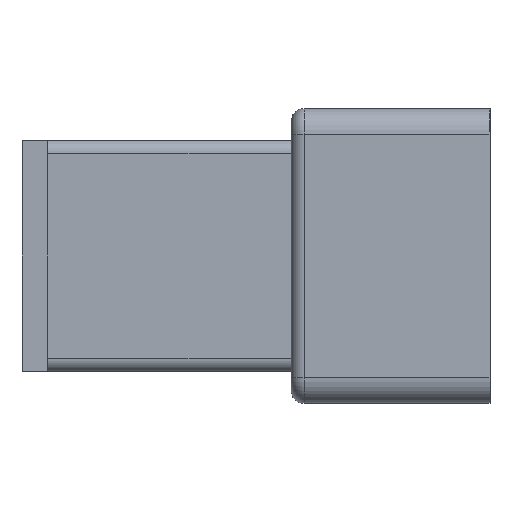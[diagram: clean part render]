
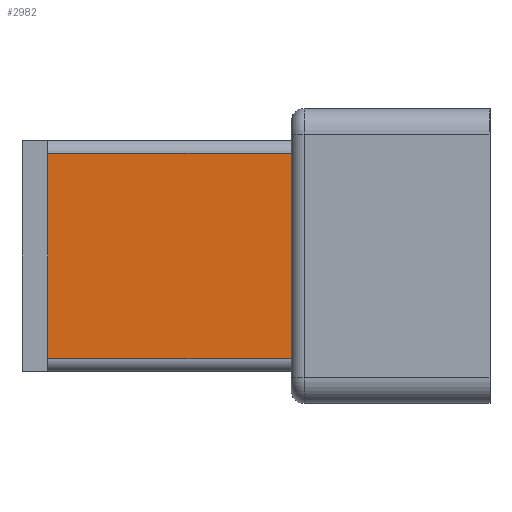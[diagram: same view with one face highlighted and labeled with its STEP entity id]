
A CAD part, front view. The second image highlights one B-rep face of the part: STEP entity #2982.
In plain terms, the highlighted planar face has unit normal (0, -1, 0).
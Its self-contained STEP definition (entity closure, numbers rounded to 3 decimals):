
#190 = PLANE ( 'NONE',  #666 ) ;
#202 = CARTESIAN_POINT ( 'NONE',  ( -8.125, 2., 4. ) ) ;
#282 = VERTEX_POINT ( 'NONE', #1563 ) ;
#323 = VECTOR ( 'NONE', #3063, 1000. ) ;
#451 = VERTEX_POINT ( 'NONE', #764 ) ;
#486 = EDGE_CURVE ( 'NONE', #2460, #451, #1889, .T. ) ;
#656 = CARTESIAN_POINT ( 'NONE',  ( -8.125, 2., -4. ) ) ;
#662 = EDGE_LOOP ( 'NONE', ( #1786, #3240, #1691, #2812 ) ) ;
#666 = AXIS2_PLACEMENT_3D ( 'NONE', #1613, #3042, #3392 ) ;
#764 = CARTESIAN_POINT ( 'NONE',  ( 1.375, 2., 4. ) ) ;
#777 = LINE ( 'NONE', #2591, #1045 ) ;
#1045 = VECTOR ( 'NONE', #3172, 1000. ) ;
#1111 = CARTESIAN_POINT ( 'NONE',  ( 1.375, 2., -4. ) ) ;
#1302 = EDGE_CURVE ( 'NONE', #2065, #282, #2241, .T. ) ;
#1333 = EDGE_CURVE ( 'NONE', #451, #282, #2020, .T. ) ;
#1563 = CARTESIAN_POINT ( 'NONE',  ( -8.125, 2., 4. ) ) ;
#1613 = CARTESIAN_POINT ( 'NONE',  ( -8.125, 2., -5.75 ) ) ;
#1661 = CARTESIAN_POINT ( 'NONE',  ( 1.375, 2., -5.75 ) ) ;
#1677 = FACE_OUTER_BOUND ( 'NONE', #662, .T. ) ;
#1691 = ORIENTED_EDGE ( 'NONE', *, *, #1302, .F. ) ;
#1786 = ORIENTED_EDGE ( 'NONE', *, *, #486, .T. ) ;
#1889 = LINE ( 'NONE', #1661, #2073 ) ;
#2020 = LINE ( 'NONE', #202, #3608 ) ;
#2065 = VERTEX_POINT ( 'NONE', #656 ) ;
#2073 = VECTOR ( 'NONE', #2803, 1000. ) ;
#2241 = LINE ( 'NONE', #2764, #323 ) ;
#2460 = VERTEX_POINT ( 'NONE', #1111 ) ;
#2591 = CARTESIAN_POINT ( 'NONE',  ( -8.125, 2., -4. ) ) ;
#2764 = CARTESIAN_POINT ( 'NONE',  ( -8.125, 2., -5.75 ) ) ;
#2803 = DIRECTION ( 'NONE',  ( 0., 0., 1. ) ) ;
#2812 = ORIENTED_EDGE ( 'NONE', *, *, #3526, .T. ) ;
#2982 = ADVANCED_FACE ( 'NONE', ( #1677 ), #190, .F. ) ;
#3042 = DIRECTION ( 'NONE',  ( 0., 1., 0. ) ) ;
#3063 = DIRECTION ( 'NONE',  ( 0., 0., 1. ) ) ;
#3172 = DIRECTION ( 'NONE',  ( 1., 0., 0. ) ) ;
#3240 = ORIENTED_EDGE ( 'NONE', *, *, #1333, .T. ) ;
#3368 = DIRECTION ( 'NONE',  ( -1., 0., 0. ) ) ;
#3392 = DIRECTION ( 'NONE',  ( 0., 0., 1. ) ) ;
#3526 = EDGE_CURVE ( 'NONE', #2065, #2460, #777, .T. ) ;
#3608 = VECTOR ( 'NONE', #3368, 1000. ) ;
